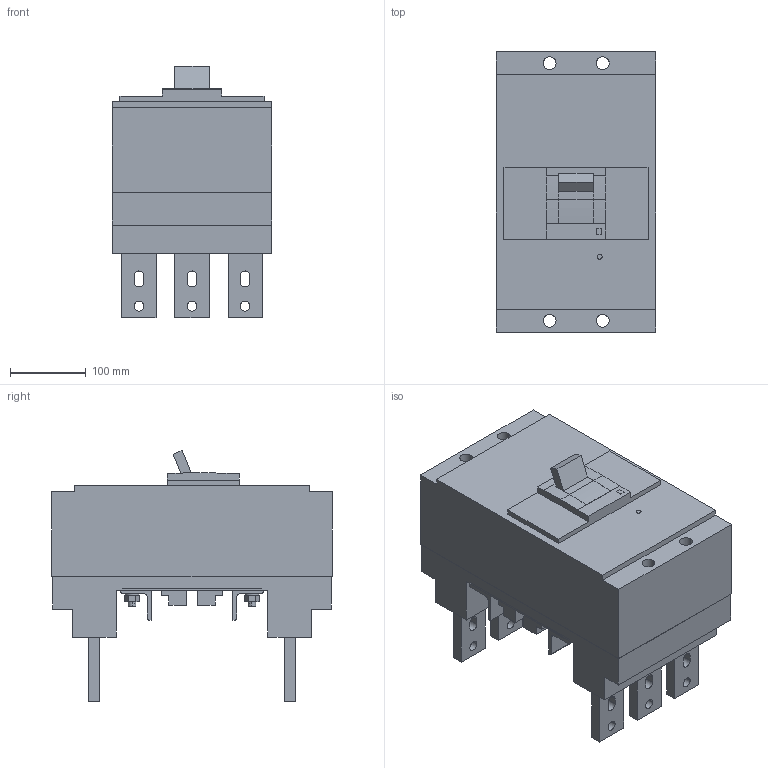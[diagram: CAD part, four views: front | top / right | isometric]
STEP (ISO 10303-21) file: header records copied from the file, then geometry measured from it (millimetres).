
FILE_DESCRIPTION(('CoCreate Modeling STEP Export'),'2;1');
FILE_NAME('Ｓ１２５０ＮＥ３Ｍ.stp','2016-03-31T15:25:27',(''),(''),'CoCreate Modeling STEP processor for AP214 (Solid Model)','CoCreate Modeling 17.0 01-Apr-2010 (C) Parametric Technology GmbH','');
FILE_SCHEMA(('AUTOMOTIVE_DESIGN { 1 0 10303 214 1 1 1 1 }'));
Length unit declared in the file: millimetre
Products named in the file (19): p2; p1; p4; p4.1; p7.1; p5; p6.1; p5.1; p3; p3.1; p6; p6.3; p5.3; p7.3; p5.2; p6.2; p7.2; p7; Ｓ１２５０ＮＥ３Ｍ
Assembly tree (18 placements, depth 2):
  Ｓ１２５０ＮＥ３Ｍ
    p7
    p7.2
    p6.2
    p5.2
    p7.3
    p5.3
    p6.3
    p6
    p3.1
    p3
    p5.1
    p6.1
    p5
    p7.1
    p4.1
    p4
    p1
    p2
Bounding box: 210 x 370 x 331.3 mm (x, y, z)
Volume: 13173033.5 mm3; surface area: 772899.9 mm2
Topology: 18 solids, 18 shells, 314 faces, 761 edges, 504 vertices
Faces by surface type: plane 190, cylinder 116, torus 8
Entity records: 9804 total; most frequent: ORIENTED_EDGE 1522, CARTESIAN_POINT 1435, DIRECTION 1360, EDGE_CURVE 761, VERTEX_POINT 504, VECTOR 502, LINE 502, AXIS2_PLACEMENT_3D 429
